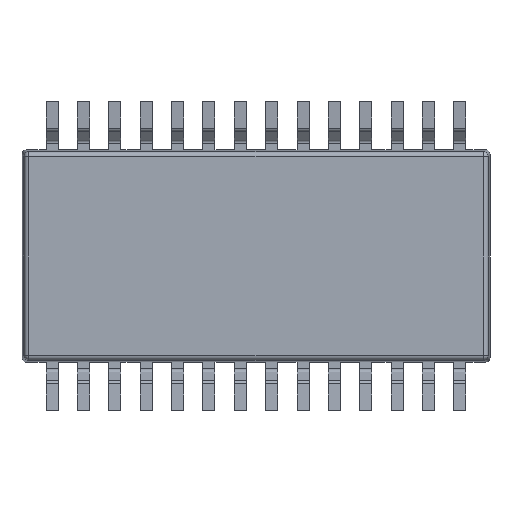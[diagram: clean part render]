
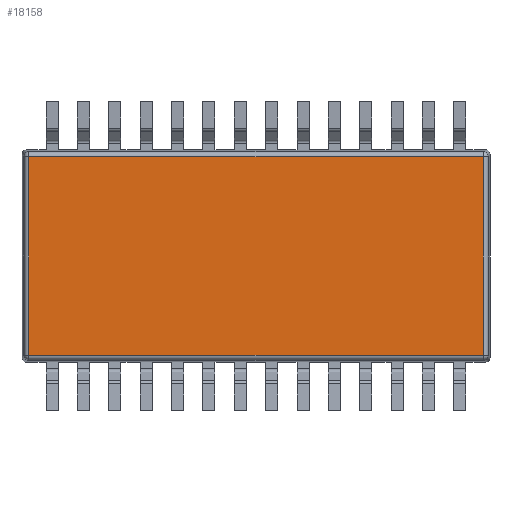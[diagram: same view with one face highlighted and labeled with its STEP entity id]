
A CAD part, front view. The second image highlights one B-rep face of the part: STEP entity #18158.
In plain terms, the highlighted planar face has unit normal (0, -1, 0).
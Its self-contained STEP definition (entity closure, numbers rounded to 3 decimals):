
#73 = EDGE_CURVE ( 'NONE', #4389, #9980, #4617, .T. ) ;
#2389 = VECTOR ( 'NONE', #3181, 1000. ) ;
#2429 = CARTESIAN_POINT ( 'NONE',  ( 4.71, 0.1, 2.06 ) ) ;
#2671 = EDGE_LOOP ( 'NONE', ( #6953, #3266, #2684, #14390 ) ) ;
#2684 = ORIENTED_EDGE ( 'NONE', *, *, #73, .T. ) ;
#2901 = CARTESIAN_POINT ( 'NONE',  ( 0., 0.1, 0. ) ) ;
#3181 = DIRECTION ( 'NONE',  ( 0., 0., 1. ) ) ;
#3266 = ORIENTED_EDGE ( 'NONE', *, *, #18058, .T. ) ;
#3295 = AXIS2_PLACEMENT_3D ( 'NONE', #2901, #6937, #17265 ) ;
#3890 = LINE ( 'NONE', #6512, #15778 ) ;
#4389 = VERTEX_POINT ( 'NONE', #13973 ) ;
#4617 = LINE ( 'NONE', #4733, #2389 ) ;
#4733 = CARTESIAN_POINT ( 'NONE',  ( 4.71, 0.1, 0. ) ) ;
#5226 = EDGE_CURVE ( 'NONE', #16468, #9532, #3890, .T. ) ;
#6327 = EDGE_CURVE ( 'NONE', #9980, #16468, #9608, .T. ) ;
#6512 = CARTESIAN_POINT ( 'NONE',  ( -4.71, 0.1, 0. ) ) ;
#6917 = CARTESIAN_POINT ( 'NONE',  ( -4.71, 0.1, -2.06 ) ) ;
#6937 = DIRECTION ( 'NONE',  ( 0., -1., 0. ) ) ;
#6953 = ORIENTED_EDGE ( 'NONE', *, *, #5226, .T. ) ;
#7030 = VECTOR ( 'NONE', #12449, 1000. ) ;
#7116 = PLANE ( 'NONE',  #3295 ) ;
#7241 = FACE_OUTER_BOUND ( 'NONE', #2671, .T. ) ;
#8513 = DIRECTION ( 'NONE',  ( -1., 0., 0. ) ) ;
#9532 = VERTEX_POINT ( 'NONE', #6917 ) ;
#9608 = LINE ( 'NONE', #12775, #10506 ) ;
#9633 = CARTESIAN_POINT ( 'NONE',  ( 0., 0.1, -2.06 ) ) ;
#9980 = VERTEX_POINT ( 'NONE', #2429 ) ;
#10506 = VECTOR ( 'NONE', #8513, 1000. ) ;
#12449 = DIRECTION ( 'NONE',  ( 1., 0., 0. ) ) ;
#12775 = CARTESIAN_POINT ( 'NONE',  ( 0., 0.1, 2.06 ) ) ;
#13973 = CARTESIAN_POINT ( 'NONE',  ( 4.71, 0.1, -2.06 ) ) ;
#14390 = ORIENTED_EDGE ( 'NONE', *, *, #6327, .T. ) ;
#14455 = CARTESIAN_POINT ( 'NONE',  ( -4.71, 0.1, 2.06 ) ) ;
#15013 = DIRECTION ( 'NONE',  ( 0., 0., -1. ) ) ;
#15778 = VECTOR ( 'NONE', #15013, 1000. ) ;
#16265 = LINE ( 'NONE', #9633, #7030 ) ;
#16468 = VERTEX_POINT ( 'NONE', #14455 ) ;
#17265 = DIRECTION ( 'NONE',  ( 0., 0., -1. ) ) ;
#18058 = EDGE_CURVE ( 'NONE', #9532, #4389, #16265, .T. ) ;
#18158 = ADVANCED_FACE ( 'NONE', ( #7241 ), #7116, .T. ) ;
